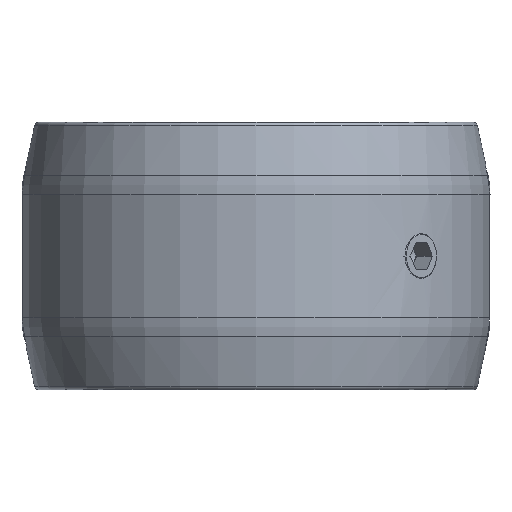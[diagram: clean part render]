
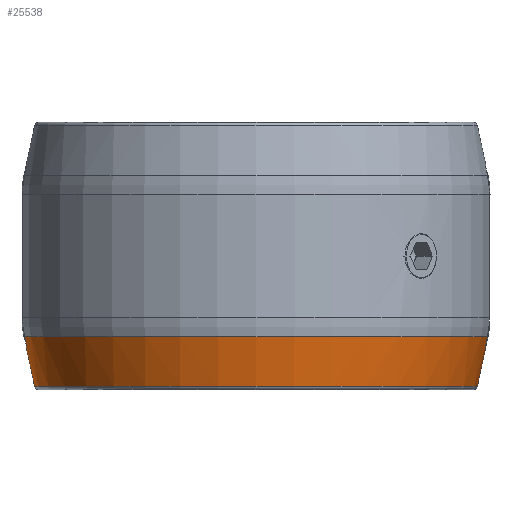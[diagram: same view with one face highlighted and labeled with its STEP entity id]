
A CAD part, front view. The second image highlights one B-rep face of the part: STEP entity #25538.
In plain terms, the highlighted conical face has half-angle 12.095 degrees and reference radius 26.25 mm.
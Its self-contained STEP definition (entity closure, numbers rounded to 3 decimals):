
#175 = CARTESIAN_POINT ( 'NONE',  ( 24.835, 0., -14.605 ) ) ;
#750 = DIRECTION ( 'NONE',  ( 0., 0., 1. ) ) ;
#1019 = LINE ( 'NONE', #5073, #19037 ) ;
#1722 = FACE_OUTER_BOUND ( 'NONE', #8976, .T. ) ;
#1835 = ORIENTED_EDGE ( 'NONE', *, *, #25478, .F. ) ;
#2756 = EDGE_CURVE ( 'NONE', #5777, #4425, #19786, .T. ) ;
#3152 = AXIS2_PLACEMENT_3D ( 'NONE', #12871, #750, #4651 ) ;
#3154 = CARTESIAN_POINT ( 'NONE',  ( -25.804, -0.667, -10.083 ) ) ;
#3727 = CARTESIAN_POINT ( 'NONE',  ( -25.744, -2., -10. ) ) ;
#3773 = CARTESIAN_POINT ( 'NONE',  ( 25.804, -0.667, -10.083 ) ) ;
#3874 = DIRECTION ( 'NONE',  ( 0., 0., 1. ) ) ;
#3909 = CARTESIAN_POINT ( 'NONE',  ( -25.951, -2., -9.036 ) ) ;
#4425 = VERTEX_POINT ( 'NONE', #22669 ) ;
#4651 = DIRECTION ( 'NONE',  ( 1., 0., 0. ) ) ;
#4901 = DIRECTION ( 'NONE',  ( 0.21, 0., 0.978 ) ) ;
#4969 = CARTESIAN_POINT ( 'NONE',  ( -25.795, 0., -10.125 ) ) ;
#4976 =( BOUNDED_CURVE ( )  B_SPLINE_CURVE ( 3, ( #7967, #12132, #3773, #15980 ),
 .UNSPECIFIED., .F., .F. ) 
 B_SPLINE_CURVE_WITH_KNOTS ( ( 4, 4 ),
 ( 1.507, 1.584 ),
 .UNSPECIFIED. ) 
 CURVE ( )  GEOMETRIC_REPRESENTATION_ITEM ( )  RATIONAL_B_SPLINE_CURVE ( ( 1., 0.999, 0.999, 1. ) ) 
 REPRESENTATION_ITEM ( '' )  );
#5013 = EDGE_CURVE ( 'NONE', #8589, #14980, #12386, .T. ) ;
#5073 = CARTESIAN_POINT ( 'NONE',  ( 26.25, 0., -8. ) ) ;
#5111 = CARTESIAN_POINT ( 'NONE',  ( -25.795, 0., -10.125 ) ) ;
#5436 = CARTESIAN_POINT ( 'NONE',  ( 25.795, 0., -10.125 ) ) ;
#5628 = ORIENTED_EDGE ( 'NONE', *, *, #15923, .T. ) ;
#5676 = CARTESIAN_POINT ( 'NONE',  ( -25.882, -2., -9.357 ) ) ;
#5777 = VERTEX_POINT ( 'NONE', #16031 ) ;
#5852 = ORIENTED_EDGE ( 'NONE', *, *, #2756, .T. ) ;
#6084 = B_SPLINE_CURVE_WITH_KNOTS ( 'NONE', 3,
 ( #3727, #11836, #5676, #3909 ),
 .UNSPECIFIED., .F., .F.,
 ( 4, 4 ),
 ( 0.043, 0.044 ),
 .UNSPECIFIED. ) ;
#7956 = CARTESIAN_POINT ( 'NONE',  ( 0., 0., -9.036 ) ) ;
#7967 = CARTESIAN_POINT ( 'NONE',  ( 25.744, -2., -10. ) ) ;
#8249 = EDGE_CURVE ( 'NONE', #8589, #12798, #24314, .T. ) ;
#8501 =( BOUNDED_CURVE ( )  B_SPLINE_CURVE ( 3, ( #5111, #3154, #8885, #11004 ),
 .UNSPECIFIED., .F., .F. ) 
 B_SPLINE_CURVE_WITH_KNOTS ( ( 4, 4 ),
 ( 4.699, 4.777 ),
 .UNSPECIFIED. ) 
 CURVE ( )  GEOMETRIC_REPRESENTATION_ITEM ( )  RATIONAL_B_SPLINE_CURVE ( ( 1., 0.999, 0.999, 1. ) ) 
 REPRESENTATION_ITEM ( '' )  );
#8587 = EDGE_CURVE ( 'NONE', #12798, #22876, #8501, .T. ) ;
#8589 = VERTEX_POINT ( 'NONE', #25068 ) ;
#8885 = CARTESIAN_POINT ( 'NONE',  ( -25.787, -1.334, -10.042 ) ) ;
#8976 = EDGE_LOOP ( 'NONE', ( #14020, #19697, #5628, #10403, #1835, #5852, #11359, #20142 ) ) ;
#9188 = VERTEX_POINT ( 'NONE', #5436 ) ;
#10403 = ORIENTED_EDGE ( 'NONE', *, *, #11061, .F. ) ;
#10563 = AXIS2_PLACEMENT_3D ( 'NONE', #7956, #22024, #18069 ) ;
#11004 = CARTESIAN_POINT ( 'NONE',  ( -25.744, -2., -10. ) ) ;
#11061 = EDGE_CURVE ( 'NONE', #16873, #9188, #4976, .T. ) ;
#11299 = AXIS2_PLACEMENT_3D ( 'NONE', #14041, #3874, #11806 ) ;
#11359 = ORIENTED_EDGE ( 'NONE', *, *, #19729, .F. ) ;
#11806 = DIRECTION ( 'NONE',  ( 1., 0., 0. ) ) ;
#11836 = CARTESIAN_POINT ( 'NONE',  ( -25.813, -2., -9.679 ) ) ;
#11891 = CARTESIAN_POINT ( 'NONE',  ( 25.813, -2., -9.679 ) ) ;
#12132 = CARTESIAN_POINT ( 'NONE',  ( 25.787, -1.334, -10.042 ) ) ;
#12386 = CIRCLE ( 'NONE', #3152, 24.835 ) ;
#12436 = CONICAL_SURFACE ( 'NONE', #11299, 26.25, 0.211 ) ;
#12798 = VERTEX_POINT ( 'NONE', #4969 ) ;
#12871 = CARTESIAN_POINT ( 'NONE',  ( 0., 0., -14.605 ) ) ;
#13079 = DIRECTION ( 'NONE',  ( -0.21, 0., 0.978 ) ) ;
#14020 = ORIENTED_EDGE ( 'NONE', *, *, #8249, .F. ) ;
#14041 = CARTESIAN_POINT ( 'NONE',  ( 0., 0., -8. ) ) ;
#14980 = VERTEX_POINT ( 'NONE', #175 ) ;
#15923 = EDGE_CURVE ( 'NONE', #14980, #9188, #1019, .T. ) ;
#15980 = CARTESIAN_POINT ( 'NONE',  ( 25.795, 0., -10.125 ) ) ;
#16031 = CARTESIAN_POINT ( 'NONE',  ( 25.951, -2., -9.036 ) ) ;
#16873 = VERTEX_POINT ( 'NONE', #25998 ) ;
#17317 = CARTESIAN_POINT ( 'NONE',  ( -26.25, 0., -8. ) ) ;
#18004 = CARTESIAN_POINT ( 'NONE',  ( 25.744, -2., -10. ) ) ;
#18069 = DIRECTION ( 'NONE',  ( 1., 0., 0. ) ) ;
#19037 = VECTOR ( 'NONE', #4901, 1000. ) ;
#19697 = ORIENTED_EDGE ( 'NONE', *, *, #5013, .T. ) ;
#19729 = EDGE_CURVE ( 'NONE', #22876, #4425, #6084, .T. ) ;
#19786 = CIRCLE ( 'NONE', #10563, 26.028 ) ;
#20142 = ORIENTED_EDGE ( 'NONE', *, *, #8587, .F. ) ;
#21477 = VECTOR ( 'NONE', #13079, 1000. ) ;
#22024 = DIRECTION ( 'NONE',  ( 0., 0., -1. ) ) ;
#22669 = CARTESIAN_POINT ( 'NONE',  ( -25.951, -2., -9.036 ) ) ;
#22876 = VERTEX_POINT ( 'NONE', #23088 ) ;
#23088 = CARTESIAN_POINT ( 'NONE',  ( -25.744, -2., -10. ) ) ;
#24089 = CARTESIAN_POINT ( 'NONE',  ( 25.951, -2., -9.036 ) ) ;
#24314 = LINE ( 'NONE', #17317, #21477 ) ;
#24585 = B_SPLINE_CURVE_WITH_KNOTS ( 'NONE', 3,
 ( #24089, #26094, #11891, #18004 ),
 .UNSPECIFIED., .F., .F.,
 ( 4, 4 ),
 ( 0.041, 0.042 ),
 .UNSPECIFIED. ) ;
#25068 = CARTESIAN_POINT ( 'NONE',  ( -24.835, 0., -14.605 ) ) ;
#25478 = EDGE_CURVE ( 'NONE', #5777, #16873, #24585, .T. ) ;
#25538 = ADVANCED_FACE ( 'NONE', ( #1722 ), #12436, .T. ) ;
#25998 = CARTESIAN_POINT ( 'NONE',  ( 25.744, -2., -10. ) ) ;
#26094 = CARTESIAN_POINT ( 'NONE',  ( 25.882, -2., -9.357 ) ) ;
